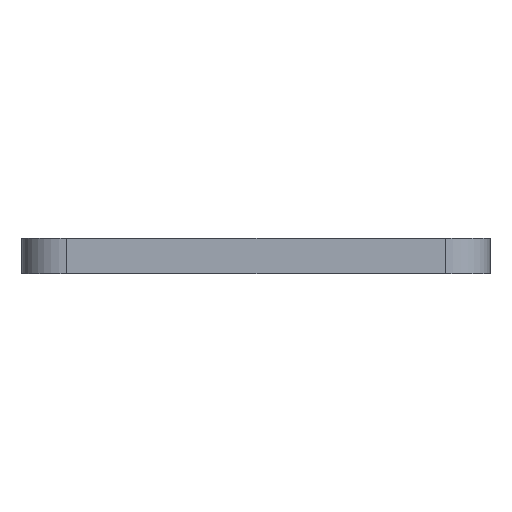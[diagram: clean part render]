
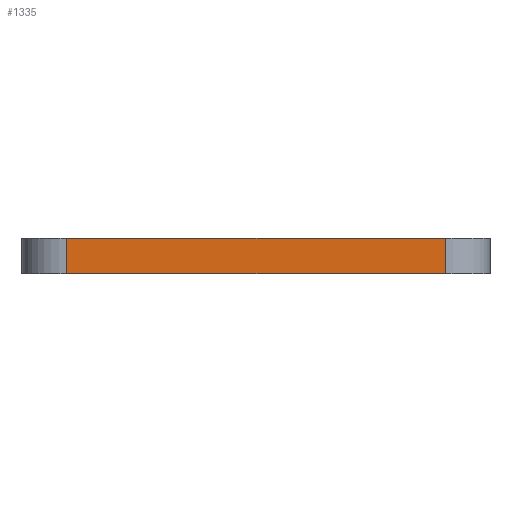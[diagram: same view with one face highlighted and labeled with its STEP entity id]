
A CAD part, left-side view. The second image highlights one B-rep face of the part: STEP entity #1335.
In plain terms, the highlighted planar face has unit normal (-1, 0, 0).
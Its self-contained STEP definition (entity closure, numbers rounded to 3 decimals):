
#101=PLANE('',#1471);
#123=FACE_OUTER_BOUND('',#227,.T.);
#227=EDGE_LOOP('',(#1013,#1014,#1015,#1016));
#323=LINE('',#2003,#409);
#330=LINE('',#2028,#416);
#348=LINE('',#2161,#434);
#350=LINE('',#2164,#436);
#409=VECTOR('',#1585,10.);
#416=VECTOR('',#1606,10.);
#434=VECTOR('',#1740,10.);
#436=VECTOR('',#1744,10.);
#595=VERTEX_POINT('',#1996);
#598=VERTEX_POINT('',#2001);
#609=VERTEX_POINT('',#2026);
#666=VERTEX_POINT('',#2159);
#723=EDGE_CURVE('',#598,#595,#323,.T.);
#736=EDGE_CURVE('',#609,#598,#330,.T.);
#802=EDGE_CURVE('',#666,#609,#348,.T.);
#804=EDGE_CURVE('',#595,#666,#350,.T.);
#1013=ORIENTED_EDGE('',*,*,#723,.F.);
#1014=ORIENTED_EDGE('',*,*,#736,.F.);
#1015=ORIENTED_EDGE('',*,*,#802,.F.);
#1016=ORIENTED_EDGE('',*,*,#804,.F.);
#1335=ADVANCED_FACE('',(#123),#101,.T.);
#1471=AXIS2_PLACEMENT_3D('',#2163,#1742,#1743);
#1585=DIRECTION('',(0.,0.,1.));
#1606=DIRECTION('',(0.,1.,0.));
#1740=DIRECTION('',(0.,0.,-1.));
#1742=DIRECTION('center_axis',(-1.,0.,0.));
#1743=DIRECTION('ref_axis',(0.,-1.,0.));
#1744=DIRECTION('',(0.,-1.,0.));
#1996=CARTESIAN_POINT('',(-75.,42.5,8.));
#2001=CARTESIAN_POINT('',(-75.,42.5,0.));
#2003=CARTESIAN_POINT('',(-75.,42.5,0.));
#2026=CARTESIAN_POINT('',(-75.,-42.5,0.));
#2028=CARTESIAN_POINT('',(-75.,-52.5,0.));
#2159=CARTESIAN_POINT('',(-75.,-42.5,8.));
#2161=CARTESIAN_POINT('',(-75.,-42.5,0.));
#2163=CARTESIAN_POINT('Origin',(-75.,52.5,0.));
#2164=CARTESIAN_POINT('',(-75.,-52.5,8.));
